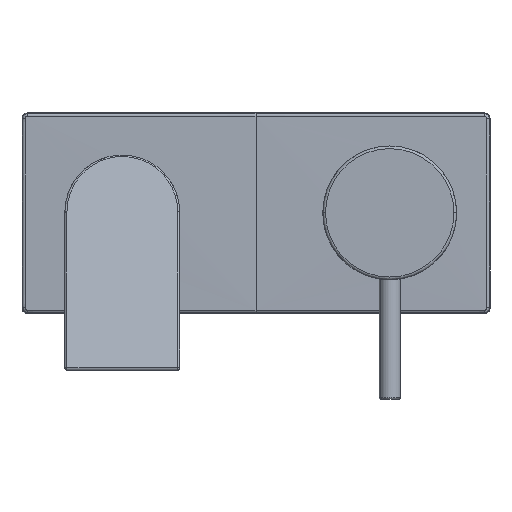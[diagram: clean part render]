
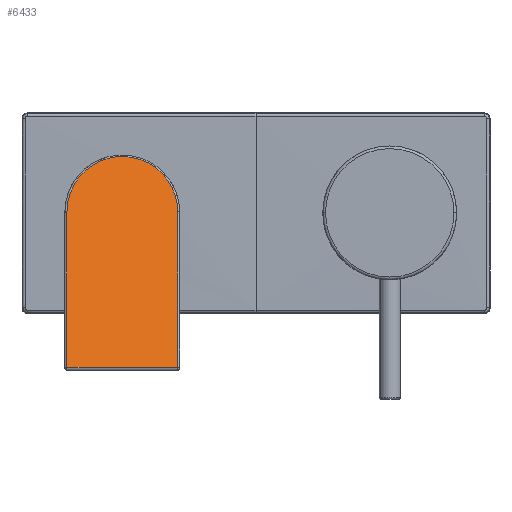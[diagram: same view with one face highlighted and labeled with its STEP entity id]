
A CAD part, top view. The second image highlights one B-rep face of the part: STEP entity #6433.
In plain terms, the highlighted planar face has unit normal (0, 0.342, 0.94).
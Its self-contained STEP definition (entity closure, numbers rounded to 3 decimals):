
#51 = CARTESIAN_POINT ( 'NONE',  ( -79.3, -99.288, 189.563 ) ) ;
#195 = VECTOR ( 'NONE', #3259, 1000. ) ;
#198 = DIRECTION ( 'NONE',  ( 0., -0.94, 0.342 ) ) ;
#473 = CARTESIAN_POINT ( 'NONE',  ( -120.7, 0.274, 153.326 ) ) ;
#965 = VERTEX_POINT ( 'NONE', #4842 ) ;
#1239 = CARTESIAN_POINT ( 'NONE',  ( -113.465, 18.23, 146.791 ) ) ;
#1389 = AXIS2_PLACEMENT_3D ( 'NONE', #3751, #3602, #3580 ) ;
#1861 = CARTESIAN_POINT ( 'NONE',  ( -100., 20.974, 145.792 ) ) ;
#1862 = LINE ( 'NONE', #2619, #195 ) ;
#1888 = LINE ( 'NONE', #51, #3842 ) ;
#2025 = CARTESIAN_POINT ( 'NONE',  ( -121.5, -57.926, 174.509 ) ) ;
#2208 = VERTEX_POINT ( 'NONE', #3621 ) ;
#2287 = ORIENTED_EDGE ( 'NONE', *, *, #4879, .F. ) ;
#2490 = EDGE_LOOP ( 'NONE', ( #5548, #6593, #2287, #5414, #6625 ) ) ;
#2578 = LINE ( 'NONE', #2025, #3242 ) ;
#2619 = CARTESIAN_POINT ( 'NONE',  ( -120.7, 61.788, 130.937 ) ) ;
#3242 = VECTOR ( 'NONE', #5122, 1000. ) ;
#3259 = DIRECTION ( 'NONE',  ( 0., 0.94, -0.342 ) ) ;
#3580 = DIRECTION ( 'NONE',  ( 0., 0.94, -0.342 ) ) ;
#3602 = DIRECTION ( 'NONE',  ( 0., -0.342, -0.94 ) ) ;
#3621 = CARTESIAN_POINT ( 'NONE',  ( -79.3, -57.926, 174.509 ) ) ;
#3705 = CARTESIAN_POINT ( 'NONE',  ( -120.7, 0.274, 153.326 ) ) ;
#3751 = CARTESIAN_POINT ( 'NONE',  ( -121.5, 21.5, 145.6 ) ) ;
#3773 = PLANE ( 'NONE',  #1389 ) ;
#3780 = CARTESIAN_POINT ( 'NONE',  ( -100., 20.974, 145.792 ) ) ;
#3842 = VECTOR ( 'NONE', #198, 1000. ) ;
#3911 = CARTESIAN_POINT ( 'NONE',  ( -120.7, -57.926, 174.509 ) ) ;
#4202 = B_SPLINE_CURVE_WITH_KNOTS ( 'NONE', 5,
 ( #5591, #5621, #5335, #5307, #5277, #5247 ),
 .UNSPECIFIED., .F., .F.,
 ( 6, 6 ),
 ( 0., 1. ),
 .UNSPECIFIED. ) ;
#4346 = FACE_OUTER_BOUND ( 'NONE', #2490, .T. ) ;
#4656 = VERTEX_POINT ( 'NONE', #473 ) ;
#4842 = CARTESIAN_POINT ( 'NONE',  ( -79.3, 0.274, 153.326 ) ) ;
#4879 = EDGE_CURVE ( 'NONE', #6019, #965, #4202, .T. ) ;
#4936 = CARTESIAN_POINT ( 'NONE',  ( -118.307, 12.862, 148.745 ) ) ;
#5122 = DIRECTION ( 'NONE',  ( -1., 0., 0. ) ) ;
#5247 = CARTESIAN_POINT ( 'NONE',  ( -79.3, 0.274, 153.326 ) ) ;
#5277 = CARTESIAN_POINT ( 'NONE',  ( -79.305, 6.599, 151.024 ) ) ;
#5307 = CARTESIAN_POINT ( 'NONE',  ( -81.693, 12.862, 148.745 ) ) ;
#5335 = CARTESIAN_POINT ( 'NONE',  ( -86.535, 18.23, 146.791 ) ) ;
#5414 = ORIENTED_EDGE ( 'NONE', *, *, #7565, .F. ) ;
#5548 = ORIENTED_EDGE ( 'NONE', *, *, #7749, .F. ) ;
#5568 = CARTESIAN_POINT ( 'NONE',  ( -106.694, 20.983, 145.789 ) ) ;
#5591 = CARTESIAN_POINT ( 'NONE',  ( -100., 20.974, 145.792 ) ) ;
#5621 = CARTESIAN_POINT ( 'NONE',  ( -93.306, 20.983, 145.789 ) ) ;
#6019 = VERTEX_POINT ( 'NONE', #3780 ) ;
#6261 = VERTEX_POINT ( 'NONE', #3911 ) ;
#6433 = ADVANCED_FACE ( 'NONE', ( #4346 ), #3773, .F. ) ;
#6593 = ORIENTED_EDGE ( 'NONE', *, *, #7323, .F. ) ;
#6625 = ORIENTED_EDGE ( 'NONE', *, *, #7647, .F. ) ;
#7322 = CARTESIAN_POINT ( 'NONE',  ( -120.695, 6.599, 151.024 ) ) ;
#7323 = EDGE_CURVE ( 'NONE', #965, #2208, #1888, .T. ) ;
#7565 = EDGE_CURVE ( 'NONE', #4656, #6019, #7809, .T. ) ;
#7647 = EDGE_CURVE ( 'NONE', #6261, #4656, #1862, .T. ) ;
#7749 = EDGE_CURVE ( 'NONE', #2208, #6261, #2578, .T. ) ;
#7809 = B_SPLINE_CURVE_WITH_KNOTS ( 'NONE', 5,
 ( #3705, #7322, #4936, #1239, #5568, #1861 ),
 .UNSPECIFIED., .F., .F.,
 ( 6, 6 ),
 ( 0., 1. ),
 .UNSPECIFIED. ) ;
